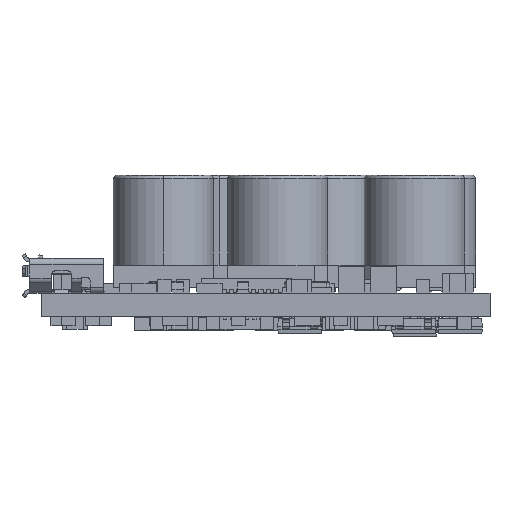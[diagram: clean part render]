
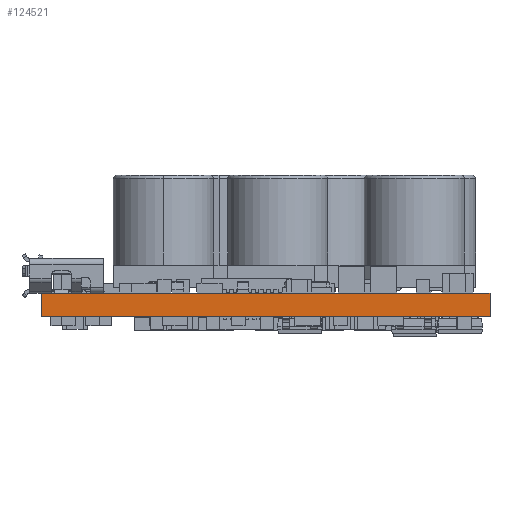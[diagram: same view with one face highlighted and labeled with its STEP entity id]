
A CAD part, left-side view. The second image highlights one B-rep face of the part: STEP entity #124521.
In plain terms, the highlighted planar face has unit normal (-1, 0, 0).
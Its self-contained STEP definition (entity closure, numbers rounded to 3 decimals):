
#114 = DIRECTION ( 'NONE',  ( 1., 0., 0. ) ) ;
#9352 = PLANE ( 'NONE',  #100465 ) ;
#9475 = CARTESIAN_POINT ( 'NONE',  ( 0., 0., 1.575 ) ) ;
#11220 = LINE ( 'NONE', #133240, #131803 ) ;
#16130 = VERTEX_POINT ( 'NONE', #147417 ) ;
#23718 = DIRECTION ( 'NONE',  ( 0., 0., -1. ) ) ;
#30739 = DIRECTION ( 'NONE',  ( 0., 0., -1. ) ) ;
#33940 = VERTEX_POINT ( 'NONE', #9475 ) ;
#44790 = VECTOR ( 'NONE', #52191, 1000. ) ;
#45671 = EDGE_CURVE ( 'NONE', #16130, #128415, #113950, .T. ) ;
#50417 = LINE ( 'NONE', #85362, #44790 ) ;
#52191 = DIRECTION ( 'NONE',  ( 0., -1., 0. ) ) ;
#52254 = DIRECTION ( 'NONE',  ( 0., 0., -1. ) ) ;
#55237 = CARTESIAN_POINT ( 'NONE',  ( 0., 30.48, 0. ) ) ;
#55670 = EDGE_CURVE ( 'NONE', #104327, #33940, #50417, .T. ) ;
#73181 = CARTESIAN_POINT ( 'NONE',  ( 0., 30.48, 1.575 ) ) ;
#78231 = ORIENTED_EDGE ( 'NONE', *, *, #107645, .T. ) ;
#79392 = ORIENTED_EDGE ( 'NONE', *, *, #45671, .T. ) ;
#80378 = CARTESIAN_POINT ( 'NONE',  ( 0., 30.48, 1.575 ) ) ;
#84999 = LINE ( 'NONE', #124089, #147123 ) ;
#85362 = CARTESIAN_POINT ( 'NONE',  ( 0., 30.48, 1.575 ) ) ;
#89389 = DIRECTION ( 'NONE',  ( 0., -1., 0. ) ) ;
#100465 = AXIS2_PLACEMENT_3D ( 'NONE', #80378, #114, #23718 ) ;
#102959 = EDGE_LOOP ( 'NONE', ( #79392, #107199, #122557, #78231 ) ) ;
#104327 = VERTEX_POINT ( 'NONE', #73181 ) ;
#107199 = ORIENTED_EDGE ( 'NONE', *, *, #151215, .F. ) ;
#107645 = EDGE_CURVE ( 'NONE', #104327, #16130, #11220, .T. ) ;
#113950 = LINE ( 'NONE', #55237, #146969 ) ;
#122557 = ORIENTED_EDGE ( 'NONE', *, *, #55670, .F. ) ;
#124089 = CARTESIAN_POINT ( 'NONE',  ( 0., 0., 1.575 ) ) ;
#124521 = ADVANCED_FACE ( 'NONE', ( #132862 ), #9352, .F. ) ;
#128415 = VERTEX_POINT ( 'NONE', #141462 ) ;
#131803 = VECTOR ( 'NONE', #52254, 1000. ) ;
#132862 = FACE_OUTER_BOUND ( 'NONE', #102959, .T. ) ;
#133240 = CARTESIAN_POINT ( 'NONE',  ( 0., 30.48, 1.575 ) ) ;
#141462 = CARTESIAN_POINT ( 'NONE',  ( 0., 0., 0. ) ) ;
#146969 = VECTOR ( 'NONE', #89389, 1000. ) ;
#147123 = VECTOR ( 'NONE', #30739, 1000. ) ;
#147417 = CARTESIAN_POINT ( 'NONE',  ( 0., 30.48, 0. ) ) ;
#151215 = EDGE_CURVE ( 'NONE', #33940, #128415, #84999, .T. ) ;
